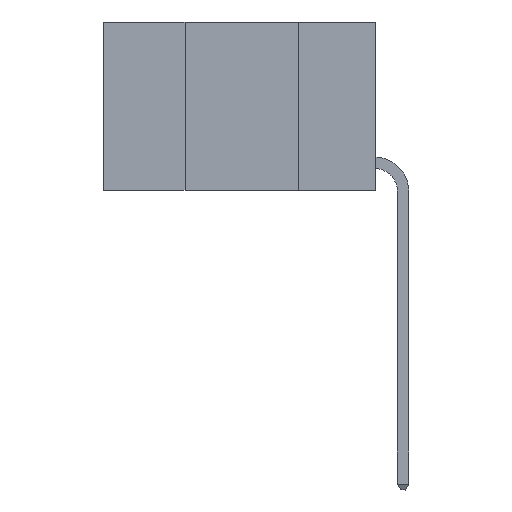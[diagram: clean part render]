
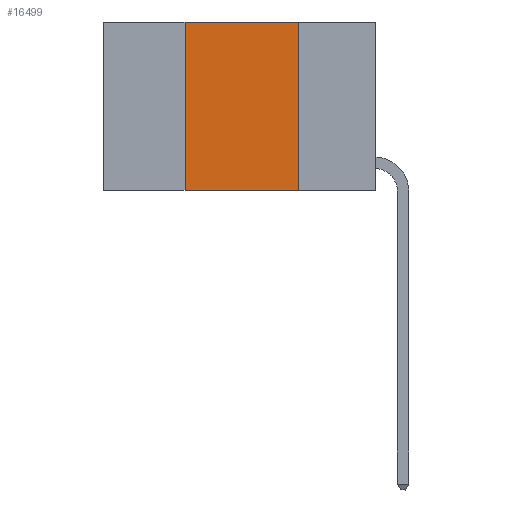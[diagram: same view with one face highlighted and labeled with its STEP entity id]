
A CAD part, left-side view. The second image highlights one B-rep face of the part: STEP entity #16499.
In plain terms, the highlighted planar face has unit normal (-1, 0, 0).
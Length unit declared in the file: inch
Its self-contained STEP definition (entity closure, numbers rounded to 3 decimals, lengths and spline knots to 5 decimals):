
#189 = VECTOR ( 'NONE', #6541, 39.37008 ) ;
#438 = DIRECTION ( 'NONE',  ( 0., -1., 0. ) ) ;
#995 = ORIENTED_EDGE ( 'NONE', *, *, #9085, .F. ) ;
#1716 = PLANE ( 'NONE',  #4074 ) ;
#1816 = DIRECTION ( 'NONE',  ( 0., 0., 1. ) ) ;
#2803 = EDGE_CURVE ( 'NONE', #6807, #6190, #6731, .T. ) ;
#3257 = ORIENTED_EDGE ( 'NONE', *, *, #6231, .T. ) ;
#3598 = CARTESIAN_POINT ( 'NONE',  ( 0., 0.42, 0. ) ) ;
#3969 = CARTESIAN_POINT ( 'NONE',  ( 0., 0.17, -0.37 ) ) ;
#4074 = AXIS2_PLACEMENT_3D ( 'NONE', #11650, #13041, #4577 ) ;
#4577 = DIRECTION ( 'NONE',  ( 0., 0., -1. ) ) ;
#4882 = CARTESIAN_POINT ( 'NONE',  ( 0., 0.17, 0. ) ) ;
#5962 = VERTEX_POINT ( 'NONE', #17221 ) ;
#6190 = VERTEX_POINT ( 'NONE', #12088 ) ;
#6231 = EDGE_CURVE ( 'NONE', #5962, #13224, #15246, .T. ) ;
#6499 = VECTOR ( 'NONE', #16090, 39.37008 ) ;
#6541 = DIRECTION ( 'NONE',  ( 0., -1., 0. ) ) ;
#6731 = LINE ( 'NONE', #8711, #13753 ) ;
#6807 = VERTEX_POINT ( 'NONE', #3598 ) ;
#7166 = EDGE_CURVE ( 'NONE', #5962, #6807, #10911, .T. ) ;
#7691 = FACE_OUTER_BOUND ( 'NONE', #17542, .T. ) ;
#8711 = CARTESIAN_POINT ( 'NONE',  ( 0., 0.6, 0. ) ) ;
#8930 = CARTESIAN_POINT ( 'NONE',  ( 0., 0.42, 0. ) ) ;
#9085 = EDGE_CURVE ( 'NONE', #6190, #13224, #10267, .T. ) ;
#10267 = LINE ( 'NONE', #4882, #6499 ) ;
#10747 = CARTESIAN_POINT ( 'NONE',  ( 0., 0.6, -0.37 ) ) ;
#10911 = LINE ( 'NONE', #8930, #14172 ) ;
#11650 = CARTESIAN_POINT ( 'NONE',  ( 0., 0.6, 0. ) ) ;
#12088 = CARTESIAN_POINT ( 'NONE',  ( 0., 0.17, 0. ) ) ;
#13041 = DIRECTION ( 'NONE',  ( 1., 0., 0. ) ) ;
#13224 = VERTEX_POINT ( 'NONE', #3969 ) ;
#13753 = VECTOR ( 'NONE', #438, 39.37008 ) ;
#14172 = VECTOR ( 'NONE', #1816, 39.37008 ) ;
#15246 = LINE ( 'NONE', #10747, #189 ) ;
#16090 = DIRECTION ( 'NONE',  ( 0., 0., -1. ) ) ;
#16499 = ADVANCED_FACE ( 'NONE', ( #7691 ), #1716, .F. ) ;
#16851 = ORIENTED_EDGE ( 'NONE', *, *, #2803, .F. ) ;
#17221 = CARTESIAN_POINT ( 'NONE',  ( 0., 0.42, -0.37 ) ) ;
#17542 = EDGE_LOOP ( 'NONE', ( #995, #16851, #17708, #3257 ) ) ;
#17708 = ORIENTED_EDGE ( 'NONE', *, *, #7166, .F. ) ;
